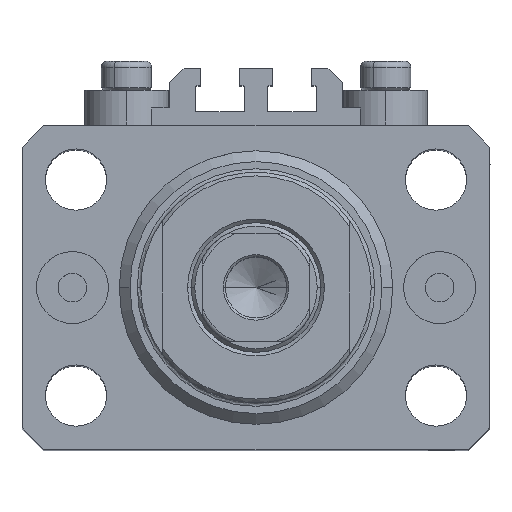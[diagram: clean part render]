
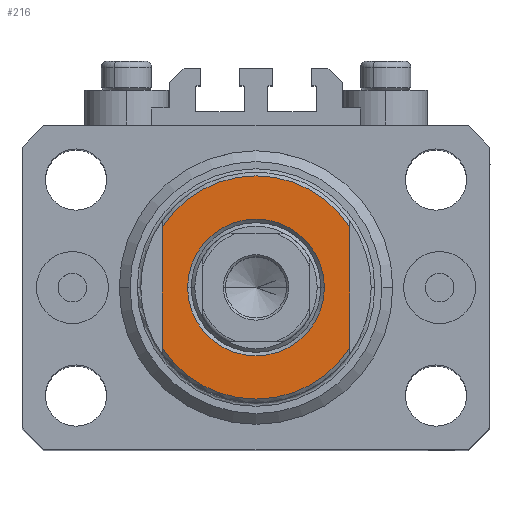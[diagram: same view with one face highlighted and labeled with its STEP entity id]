
A CAD part, top view. The second image highlights one B-rep face of the part: STEP entity #216.
In plain terms, the highlighted face is planar.
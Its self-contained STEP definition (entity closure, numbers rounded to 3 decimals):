
#216 = ADVANCED_FACE ( 'NONE', ( #3202, #36131 ), #21788, .T. ) ;
#784 = CARTESIAN_POINT ( 'NONE',  ( 0., 0., -6.5 ) ) ;
#1487 = DIRECTION ( 'NONE',  ( -1., 0., 0. ) ) ;
#2577 = DIRECTION ( 'NONE',  ( 0., -1., 0. ) ) ;
#3085 = LINE ( 'NONE', #42703, #44215 ) ;
#3202 = FACE_BOUND ( 'NONE', #11044, .T. ) ;
#3431 = CARTESIAN_POINT ( 'NONE',  ( 0., 0., -6.5 ) ) ;
#5659 = CARTESIAN_POINT ( 'NONE',  ( 13., -8.441, -6.5 ) ) ;
#6878 = CARTESIAN_POINT ( 'NONE',  ( 0., 0., -6.5 ) ) ;
#7646 = EDGE_CURVE ( 'NONE', #13946, #8847, #31105, .T. ) ;
#8165 = VERTEX_POINT ( 'NONE', #30899 ) ;
#8847 = VERTEX_POINT ( 'NONE', #32657 ) ;
#9424 = AXIS2_PLACEMENT_3D ( 'NONE', #3431, #40185, #43994 ) ;
#10367 = CARTESIAN_POINT ( 'NONE',  ( -13., -8.441, -6.5 ) ) ;
#11044 = EDGE_LOOP ( 'NONE', ( #42020, #18658 ) ) ;
#13717 = ORIENTED_EDGE ( 'NONE', *, *, #42456, .F. ) ;
#13887 = EDGE_CURVE ( 'NONE', #22737, #36208, #3085, .T. ) ;
#13946 = VERTEX_POINT ( 'NONE', #40304 ) ;
#16873 = ORIENTED_EDGE ( 'NONE', *, *, #33527, .T. ) ;
#17100 = DIRECTION ( 'NONE',  ( 0., 0., 1. ) ) ;
#17293 = AXIS2_PLACEMENT_3D ( 'NONE', #29652, #36798, #26058 ) ;
#18658 = ORIENTED_EDGE ( 'NONE', *, *, #37467, .T. ) ;
#19526 = VERTEX_POINT ( 'NONE', #10367 ) ;
#20744 = DIRECTION ( 'NONE',  ( 0., -1., 0. ) ) ;
#21788 = PLANE ( 'NONE',  #9424 ) ;
#22737 = VERTEX_POINT ( 'NONE', #44492 ) ;
#22971 = DIRECTION ( 'NONE',  ( 0., 0., 1. ) ) ;
#24001 = ORIENTED_EDGE ( 'NONE', *, *, #35079, .T. ) ;
#24734 = DIRECTION ( 'NONE',  ( -1., 0., 0. ) ) ;
#25014 = DIRECTION ( 'NONE',  ( 0., 0., -1. ) ) ;
#26058 = DIRECTION ( 'NONE',  ( -1., 0., 0. ) ) ;
#27195 = AXIS2_PLACEMENT_3D ( 'NONE', #34317, #17100, #24734 ) ;
#27662 = LINE ( 'NONE', #31461, #47134 ) ;
#28059 = AXIS2_PLACEMENT_3D ( 'NONE', #784, #22971, #1487 ) ;
#28463 = ORIENTED_EDGE ( 'NONE', *, *, #13887, .T. ) ;
#28642 = AXIS2_PLACEMENT_3D ( 'NONE', #6878, #25014, #36222 ) ;
#29652 = CARTESIAN_POINT ( 'NONE',  ( 0., 0., -6.5 ) ) ;
#30899 = CARTESIAN_POINT ( 'NONE',  ( -13., 8.441, -6.5 ) ) ;
#31105 = CIRCLE ( 'NONE', #28059, 9.5 ) ;
#31461 = CARTESIAN_POINT ( 'NONE',  ( -13., -43.081, -6.5 ) ) ;
#31987 = EDGE_LOOP ( 'NONE', ( #24001, #28463, #16873, #13717 ) ) ;
#32657 = CARTESIAN_POINT ( 'NONE',  ( 9.5, 0., -6.5 ) ) ;
#33527 = EDGE_CURVE ( 'NONE', #36208, #19526, #44729, .T. ) ;
#34317 = CARTESIAN_POINT ( 'NONE',  ( 0., 0., -6.5 ) ) ;
#35079 = EDGE_CURVE ( 'NONE', #8165, #22737, #35481, .T. ) ;
#35481 = CIRCLE ( 'NONE', #28642, 15.5 ) ;
#36131 = FACE_OUTER_BOUND ( 'NONE', #31987, .T. ) ;
#36208 = VERTEX_POINT ( 'NONE', #5659 ) ;
#36222 = DIRECTION ( 'NONE',  ( -1., 0., 0. ) ) ;
#36798 = DIRECTION ( 'NONE',  ( 0., 0., -1. ) ) ;
#37467 = EDGE_CURVE ( 'NONE', #8847, #13946, #40131, .T. ) ;
#40131 = CIRCLE ( 'NONE', #27195, 9.5 ) ;
#40185 = DIRECTION ( 'NONE',  ( 0., 0., -1. ) ) ;
#40304 = CARTESIAN_POINT ( 'NONE',  ( -9.5, 0., -6.5 ) ) ;
#42020 = ORIENTED_EDGE ( 'NONE', *, *, #7646, .T. ) ;
#42456 = EDGE_CURVE ( 'NONE', #8165, #19526, #27662, .T. ) ;
#42703 = CARTESIAN_POINT ( 'NONE',  ( 13., -43.081, -6.5 ) ) ;
#43994 = DIRECTION ( 'NONE',  ( -1., 0., 0. ) ) ;
#44215 = VECTOR ( 'NONE', #20744, 1000. ) ;
#44492 = CARTESIAN_POINT ( 'NONE',  ( 13., 8.441, -6.5 ) ) ;
#44729 = CIRCLE ( 'NONE', #17293, 15.5 ) ;
#47134 = VECTOR ( 'NONE', #2577, 1000. ) ;
